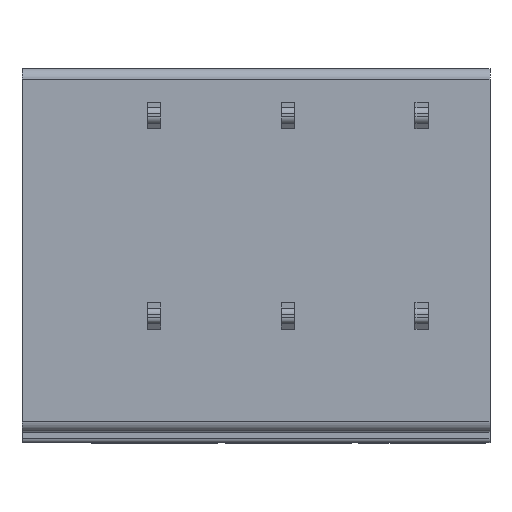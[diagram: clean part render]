
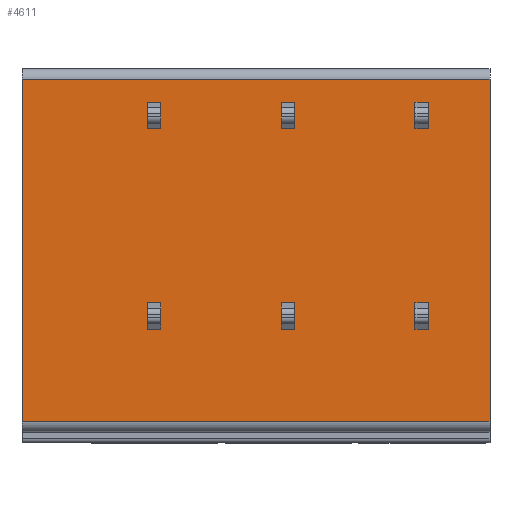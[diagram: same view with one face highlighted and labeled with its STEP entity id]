
A CAD part, left-side view. The second image highlights one B-rep face of the part: STEP entity #4611.
In plain terms, the highlighted planar face has unit normal (-1, 0, 0).
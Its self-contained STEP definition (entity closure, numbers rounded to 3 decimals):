
#19=DIRECTION('',(0.,0.,1.));
#20=VECTOR('',#19,13.);
#21=CARTESIAN_POINT('',(0.,0.,-13.4));
#22=LINE('',#21,#20);
#1235=DIRECTION('',(0.,1.,0.));
#1236=VECTOR('',#1235,17.78);
#1237=CARTESIAN_POINT('',(0.,0.,-0.4));
#1238=LINE('',#1237,#1236);
#1244=DIRECTION('',(0.,-1.,0.));
#1245=VECTOR('',#1244,0.5);
#1246=CARTESIAN_POINT('',(0.,13.01,-9.89));
#1247=LINE('',#1246,#1245);
#1248=DIRECTION('',(0.,0.,1.));
#1249=VECTOR('',#1248,1.);
#1250=CARTESIAN_POINT('',(0.,12.51,-9.89));
#1251=LINE('',#1250,#1249);
#1252=DIRECTION('',(0.,1.,0.));
#1253=VECTOR('',#1252,0.5);
#1254=CARTESIAN_POINT('',(0.,12.51,-8.89));
#1255=LINE('',#1254,#1253);
#1256=DIRECTION('',(0.,0.,-1.));
#1257=VECTOR('',#1256,1.);
#1258=CARTESIAN_POINT('',(0.,13.01,-8.89));
#1259=LINE('',#1258,#1257);
#1260=DIRECTION('',(0.,-1.,0.));
#1261=VECTOR('',#1260,0.5);
#1262=CARTESIAN_POINT('',(0.,13.01,-2.27));
#1263=LINE('',#1262,#1261);
#1264=DIRECTION('',(0.,0.,1.));
#1265=VECTOR('',#1264,1.);
#1266=CARTESIAN_POINT('',(0.,12.51,-2.27));
#1267=LINE('',#1266,#1265);
#1268=DIRECTION('',(0.,1.,0.));
#1269=VECTOR('',#1268,0.5);
#1270=CARTESIAN_POINT('',(0.,12.51,-1.27));
#1271=LINE('',#1270,#1269);
#1272=DIRECTION('',(0.,0.,-1.));
#1273=VECTOR('',#1272,1.);
#1274=CARTESIAN_POINT('',(0.,13.01,-1.27));
#1275=LINE('',#1274,#1273);
#1276=DIRECTION('',(0.,-1.,0.));
#1277=VECTOR('',#1276,0.5);
#1278=CARTESIAN_POINT('',(0.,7.93,-9.89));
#1279=LINE('',#1278,#1277);
#1280=DIRECTION('',(0.,0.,1.));
#1281=VECTOR('',#1280,1.);
#1282=CARTESIAN_POINT('',(0.,7.43,-9.89));
#1283=LINE('',#1282,#1281);
#1284=DIRECTION('',(0.,1.,0.));
#1285=VECTOR('',#1284,0.5);
#1286=CARTESIAN_POINT('',(0.,7.43,-8.89));
#1287=LINE('',#1286,#1285);
#1288=DIRECTION('',(0.,0.,-1.));
#1289=VECTOR('',#1288,1.);
#1290=CARTESIAN_POINT('',(0.,7.93,-8.89));
#1291=LINE('',#1290,#1289);
#1292=DIRECTION('',(0.,-1.,0.));
#1293=VECTOR('',#1292,0.5);
#1294=CARTESIAN_POINT('',(0.,7.93,-2.27));
#1295=LINE('',#1294,#1293);
#1296=DIRECTION('',(0.,0.,1.));
#1297=VECTOR('',#1296,1.);
#1298=CARTESIAN_POINT('',(0.,7.43,-2.27));
#1299=LINE('',#1298,#1297);
#1300=DIRECTION('',(0.,1.,0.));
#1301=VECTOR('',#1300,0.5);
#1302=CARTESIAN_POINT('',(0.,7.43,-1.27));
#1303=LINE('',#1302,#1301);
#1304=DIRECTION('',(0.,0.,-1.));
#1305=VECTOR('',#1304,1.);
#1306=CARTESIAN_POINT('',(0.,7.93,-1.27));
#1307=LINE('',#1306,#1305);
#1308=DIRECTION('',(0.,-1.,0.));
#1309=VECTOR('',#1308,0.5);
#1310=CARTESIAN_POINT('',(0.,2.85,-2.27));
#1311=LINE('',#1310,#1309);
#1312=DIRECTION('',(0.,0.,1.));
#1313=VECTOR('',#1312,1.);
#1314=CARTESIAN_POINT('',(0.,2.35,-2.27));
#1315=LINE('',#1314,#1313);
#1316=DIRECTION('',(0.,1.,0.));
#1317=VECTOR('',#1316,0.5);
#1318=CARTESIAN_POINT('',(0.,2.35,-1.27));
#1319=LINE('',#1318,#1317);
#1320=DIRECTION('',(0.,0.,-1.));
#1321=VECTOR('',#1320,1.);
#1322=CARTESIAN_POINT('',(0.,2.85,-1.27));
#1323=LINE('',#1322,#1321);
#1324=DIRECTION('',(0.,-1.,0.));
#1325=VECTOR('',#1324,0.5);
#1326=CARTESIAN_POINT('',(0.,2.85,-9.89));
#1327=LINE('',#1326,#1325);
#1328=DIRECTION('',(0.,0.,1.));
#1329=VECTOR('',#1328,1.);
#1330=CARTESIAN_POINT('',(0.,2.35,-9.89));
#1331=LINE('',#1330,#1329);
#1332=DIRECTION('',(0.,1.,0.));
#1333=VECTOR('',#1332,0.5);
#1334=CARTESIAN_POINT('',(0.,2.35,-8.89));
#1335=LINE('',#1334,#1333);
#1336=DIRECTION('',(0.,0.,-1.));
#1337=VECTOR('',#1336,1.);
#1338=CARTESIAN_POINT('',(0.,2.85,-8.89));
#1339=LINE('',#1338,#1337);
#1340=DIRECTION('',(0.,1.,0.));
#1341=VECTOR('',#1340,17.78);
#1342=CARTESIAN_POINT('',(0.,0.,-13.4));
#1343=LINE('',#1342,#1341);
#1344=DIRECTION('',(0.,0.,1.));
#1345=VECTOR('',#1344,13.);
#1346=CARTESIAN_POINT('',(0.,17.78,-13.4));
#1347=LINE('',#1346,#1345);
#2173=CARTESIAN_POINT('',(0.,0.,-13.4));
#2174=VERTEX_POINT('',#2173);
#2175=CARTESIAN_POINT('',(0.,0.,-0.4));
#2176=VERTEX_POINT('',#2175);
#2303=CARTESIAN_POINT('',(0.,2.85,-2.27));
#2304=CARTESIAN_POINT('',(0.,2.35,-2.27));
#2305=VERTEX_POINT('',#2303);
#2306=VERTEX_POINT('',#2304);
#2307=CARTESIAN_POINT('',(0.,2.35,-1.27));
#2308=VERTEX_POINT('',#2307);
#2309=CARTESIAN_POINT('',(0.,2.85,-1.27));
#2310=VERTEX_POINT('',#2309);
#2311=CARTESIAN_POINT('',(0.,2.85,-9.89));
#2312=CARTESIAN_POINT('',(0.,2.35,-9.89));
#2313=VERTEX_POINT('',#2311);
#2314=VERTEX_POINT('',#2312);
#2315=CARTESIAN_POINT('',(0.,2.35,-8.89));
#2316=VERTEX_POINT('',#2315);
#2317=CARTESIAN_POINT('',(0.,2.85,-8.89));
#2318=VERTEX_POINT('',#2317);
#2375=CARTESIAN_POINT('',(0.,17.78,-13.4));
#2376=VERTEX_POINT('',#2375);
#2377=CARTESIAN_POINT('',(0.,17.78,-0.4));
#2378=VERTEX_POINT('',#2377);
#2489=CARTESIAN_POINT('',(0.,7.93,-2.27));
#2490=CARTESIAN_POINT('',(0.,7.43,-2.27));
#2491=VERTEX_POINT('',#2489);
#2492=VERTEX_POINT('',#2490);
#2493=CARTESIAN_POINT('',(0.,7.43,-1.27));
#2494=VERTEX_POINT('',#2493);
#2495=CARTESIAN_POINT('',(0.,7.93,-1.27));
#2496=VERTEX_POINT('',#2495);
#2497=CARTESIAN_POINT('',(0.,7.93,-9.89));
#2498=CARTESIAN_POINT('',(0.,7.43,-9.89));
#2499=VERTEX_POINT('',#2497);
#2500=VERTEX_POINT('',#2498);
#2501=CARTESIAN_POINT('',(0.,7.43,-8.89));
#2502=VERTEX_POINT('',#2501);
#2503=CARTESIAN_POINT('',(0.,7.93,-8.89));
#2504=VERTEX_POINT('',#2503);
#2669=CARTESIAN_POINT('',(0.,13.01,-2.27));
#2670=CARTESIAN_POINT('',(0.,12.51,-2.27));
#2671=VERTEX_POINT('',#2669);
#2672=VERTEX_POINT('',#2670);
#2673=CARTESIAN_POINT('',(0.,12.51,-1.27));
#2674=VERTEX_POINT('',#2673);
#2675=CARTESIAN_POINT('',(0.,13.01,-1.27));
#2676=VERTEX_POINT('',#2675);
#2677=CARTESIAN_POINT('',(0.,13.01,-9.89));
#2678=CARTESIAN_POINT('',(0.,12.51,-9.89));
#2679=VERTEX_POINT('',#2677);
#2680=VERTEX_POINT('',#2678);
#2681=CARTESIAN_POINT('',(0.,12.51,-8.89));
#2682=VERTEX_POINT('',#2681);
#2683=CARTESIAN_POINT('',(0.,13.01,-8.89));
#2684=VERTEX_POINT('',#2683);
#4538=CARTESIAN_POINT('',(0.,0.,-13.4));
#4539=DIRECTION('',(-1.,0.,0.));
#4540=DIRECTION('',(0.,0.,1.));
#4541=AXIS2_PLACEMENT_3D('',#4538,#4539,#4540);
#4542=PLANE('',#4541);
#4544=ORIENTED_EDGE('',*,*,#4543,.T.);
#4546=ORIENTED_EDGE('',*,*,#4545,.T.);
#4547=ORIENTED_EDGE('',*,*,#4529,.F.);
#4548=ORIENTED_EDGE('',*,*,#2850,.F.);
#4549=EDGE_LOOP('',(#4544,#4546,#4547,#4548));
#4550=FACE_OUTER_BOUND('',#4549,.F.);
#4552=ORIENTED_EDGE('',*,*,#4551,.T.);
#4554=ORIENTED_EDGE('',*,*,#4553,.T.);
#4556=ORIENTED_EDGE('',*,*,#4555,.T.);
#4558=ORIENTED_EDGE('',*,*,#4557,.T.);
#4559=EDGE_LOOP('',(#4552,#4554,#4556,#4558));
#4560=FACE_BOUND('',#4559,.F.);
#4562=ORIENTED_EDGE('',*,*,#4561,.T.);
#4564=ORIENTED_EDGE('',*,*,#4563,.T.);
#4566=ORIENTED_EDGE('',*,*,#4565,.T.);
#4568=ORIENTED_EDGE('',*,*,#4567,.T.);
#4569=EDGE_LOOP('',(#4562,#4564,#4566,#4568));
#4570=FACE_BOUND('',#4569,.F.);
#4572=ORIENTED_EDGE('',*,*,#4571,.T.);
#4574=ORIENTED_EDGE('',*,*,#4573,.T.);
#4576=ORIENTED_EDGE('',*,*,#4575,.T.);
#4578=ORIENTED_EDGE('',*,*,#4577,.T.);
#4579=EDGE_LOOP('',(#4572,#4574,#4576,#4578));
#4580=FACE_BOUND('',#4579,.F.);
#4582=ORIENTED_EDGE('',*,*,#4581,.T.);
#4584=ORIENTED_EDGE('',*,*,#4583,.T.);
#4586=ORIENTED_EDGE('',*,*,#4585,.T.);
#4588=ORIENTED_EDGE('',*,*,#4587,.T.);
#4589=EDGE_LOOP('',(#4582,#4584,#4586,#4588));
#4590=FACE_BOUND('',#4589,.F.);
#4592=ORIENTED_EDGE('',*,*,#4591,.T.);
#4594=ORIENTED_EDGE('',*,*,#4593,.T.);
#4596=ORIENTED_EDGE('',*,*,#4595,.T.);
#4598=ORIENTED_EDGE('',*,*,#4597,.T.);
#4599=EDGE_LOOP('',(#4592,#4594,#4596,#4598));
#4600=FACE_BOUND('',#4599,.F.);
#4602=ORIENTED_EDGE('',*,*,#4601,.T.);
#4604=ORIENTED_EDGE('',*,*,#4603,.T.);
#4606=ORIENTED_EDGE('',*,*,#4605,.T.);
#4608=ORIENTED_EDGE('',*,*,#4607,.T.);
#4609=EDGE_LOOP('',(#4602,#4604,#4606,#4608));
#4610=FACE_BOUND('',#4609,.F.);
#2850=EDGE_CURVE('',#2174,#2176,#22,.T.);
#4529=EDGE_CURVE('',#2176,#2378,#1238,.T.);
#4543=EDGE_CURVE('',#2174,#2376,#1343,.T.);
#4545=EDGE_CURVE('',#2376,#2378,#1347,.T.);
#4551=EDGE_CURVE('',#2671,#2672,#1263,.T.);
#4553=EDGE_CURVE('',#2672,#2674,#1267,.T.);
#4555=EDGE_CURVE('',#2674,#2676,#1271,.T.);
#4557=EDGE_CURVE('',#2676,#2671,#1275,.T.);
#4561=EDGE_CURVE('',#2499,#2500,#1279,.T.);
#4563=EDGE_CURVE('',#2500,#2502,#1283,.T.);
#4565=EDGE_CURVE('',#2502,#2504,#1287,.T.);
#4567=EDGE_CURVE('',#2504,#2499,#1291,.T.);
#4571=EDGE_CURVE('',#2491,#2492,#1295,.T.);
#4573=EDGE_CURVE('',#2492,#2494,#1299,.T.);
#4575=EDGE_CURVE('',#2494,#2496,#1303,.T.);
#4577=EDGE_CURVE('',#2496,#2491,#1307,.T.);
#4581=EDGE_CURVE('',#2305,#2306,#1311,.T.);
#4583=EDGE_CURVE('',#2306,#2308,#1315,.T.);
#4585=EDGE_CURVE('',#2308,#2310,#1319,.T.);
#4587=EDGE_CURVE('',#2310,#2305,#1323,.T.);
#4591=EDGE_CURVE('',#2313,#2314,#1327,.T.);
#4593=EDGE_CURVE('',#2314,#2316,#1331,.T.);
#4595=EDGE_CURVE('',#2316,#2318,#1335,.T.);
#4597=EDGE_CURVE('',#2318,#2313,#1339,.T.);
#4601=EDGE_CURVE('',#2679,#2680,#1247,.T.);
#4603=EDGE_CURVE('',#2680,#2682,#1251,.T.);
#4605=EDGE_CURVE('',#2682,#2684,#1255,.T.);
#4607=EDGE_CURVE('',#2684,#2679,#1259,.T.);
#4611=ADVANCED_FACE('',(#4550,#4560,#4570,#4580,#4590,#4600,#4610),#4542,.T.);
